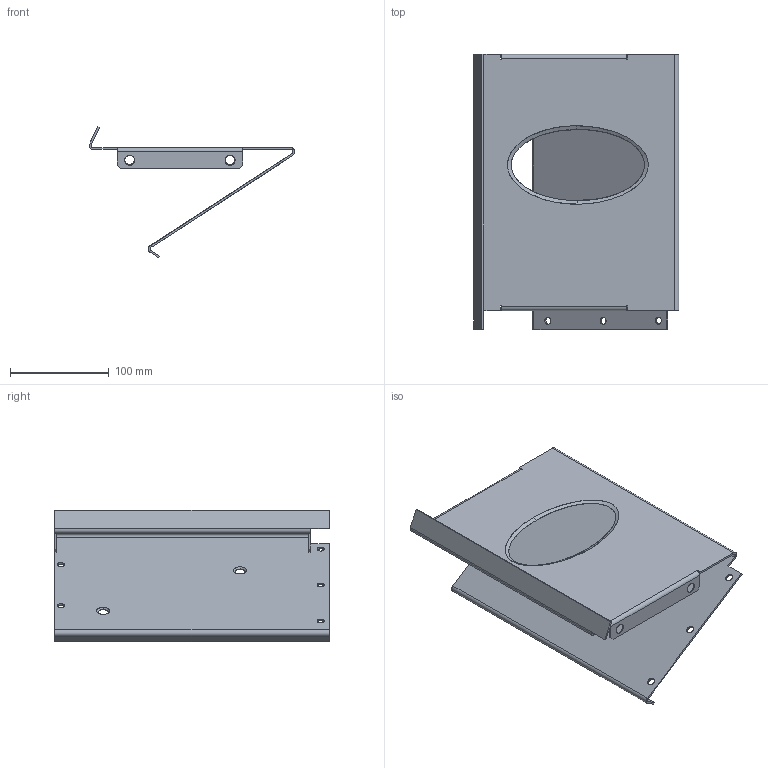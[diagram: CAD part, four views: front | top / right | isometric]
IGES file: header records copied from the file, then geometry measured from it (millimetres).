
Start section: SolidWorks IGES file using analytic representation for surfaces
Global section: file name: D1101605-v2.IGS; native system: SolidWorks 2012; preprocessor: SolidWorks 2012; author: tnguyen; date: 120605.134051; units: inch
Bounding box: 207.93 x 278 x 132.82 mm (x, y, z)
Surface area: 221411.5 mm2 (no closed solid volume)
Topology: 0 solids, 0 shells, 96 faces, 1477 edges, 1477 vertices
Faces by surface type: bspline 64, revolution 32
